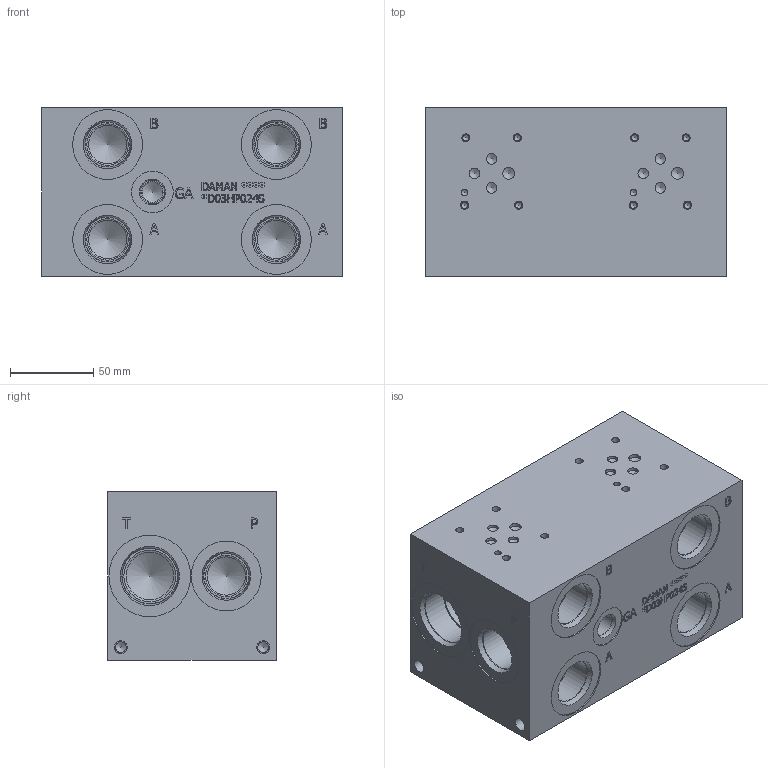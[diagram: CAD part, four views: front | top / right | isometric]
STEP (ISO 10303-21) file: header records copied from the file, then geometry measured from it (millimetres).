
FILE_DESCRIPTION(/* description */ (''),/* implementation_level */ '2;1');
FILE_NAME(/* name */ '_D03HP024S.stp',/* time_stamp */ '2022-10-28T10:43:46-04:00',/* author */ ('bobbyh'),/* organization */ (''),/* preprocessor_version */ 'ST-DEVELOPER v18',/* originating_system */ 'Autodesk Inventor 2020',/* authorisation */ '');
FILE_SCHEMA (('AUTOMOTIVE_DESIGN { 1 0 10303 214 3 1 1 }'));
Length unit declared in the file: millimetre
Products named in the file (1): Part_AD03HP024S_3D
Bounding box: 180.97 x 101.6 x 101.6 mm (x, y, z)
Volume: 1692669.6 mm3; surface area: 121085.1 mm2
Topology: 1 solids, 1 shells, 662 faces, 1808 edges, 1224 vertices
Faces by surface type: plane 373, bspline 152, cylinder 79, cone 58
Full cylindrical faces by diameter (mm): 3.785 x8, 3.962 x2, 4.826 x8, 6.35 x6, 6.528 x4, 7.137 x2, 7.925 x4, 12.294 x1, 12.9 x1, 14.275 x1, 14.529 x1, 23.012 x6, 24.917 x6, 25.019 x1, 26.99 x6, 27.432 x6, 28.575 x2, 31.267 x2, 33.34 x2, 33.757 x2, 42.037 x6, 49.124 x2
Entity records: 22132 total; most frequent: CARTESIAN_POINT 5640, ORIENTED_EDGE 3554, DIRECTION 2794, EDGE_CURVE 1777, VERTEX_POINT 1224, LINE 1174, VECTOR 1174, AXIS2_PLACEMENT_3D 810
